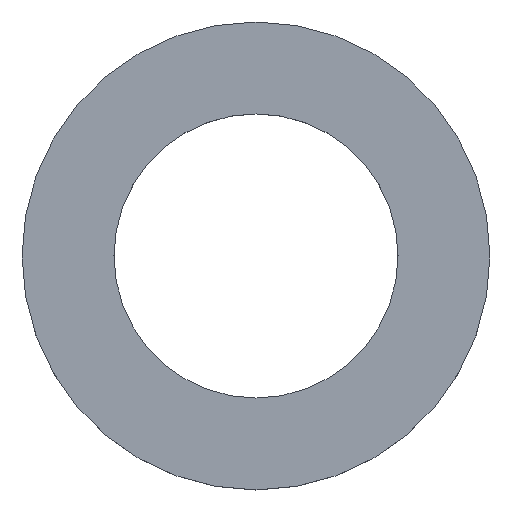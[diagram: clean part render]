
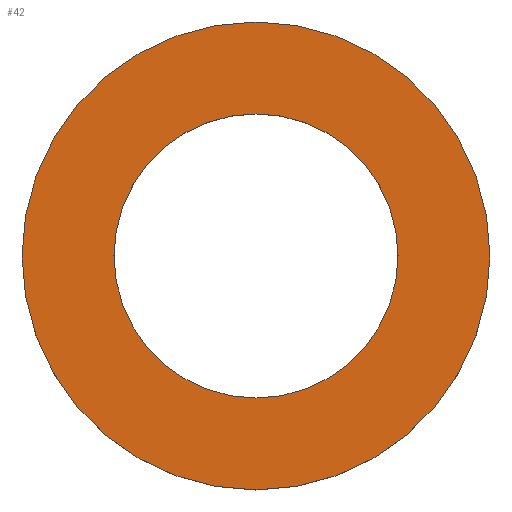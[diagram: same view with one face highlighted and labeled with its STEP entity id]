
A CAD part, top view. The second image highlights one B-rep face of the part: STEP entity #42.
In plain terms, the highlighted planar face has unit normal (0, 0, 1).
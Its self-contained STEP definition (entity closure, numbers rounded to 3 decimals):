
#2 = VERTEX_POINT ( 'NONE', #86 ) ;
#13 = ORIENTED_EDGE ( 'NONE', *, *, #29, .F. ) ;
#18 = EDGE_LOOP ( 'NONE', ( #43, #48 ) ) ;
#23 = EDGE_CURVE ( 'NONE', #27, #24, #102, .T. ) ;
#24 = VERTEX_POINT ( 'NONE', #131 ) ;
#26 = VERTEX_POINT ( 'NONE', #157 ) ;
#27 = VERTEX_POINT ( 'NONE', #138 ) ;
#29 = EDGE_CURVE ( 'NONE', #2, #26, #133, .T. ) ;
#39 = EDGE_CURVE ( 'NONE', #24, #27, #146, .T. ) ;
#41 = ORIENTED_EDGE ( 'NONE', *, *, #54, .F. ) ;
#42 = ADVANCED_FACE ( 'NONE', ( #154, #111 ), #112, .T. ) ;
#43 = ORIENTED_EDGE ( 'NONE', *, *, #23, .T. ) ;
#48 = ORIENTED_EDGE ( 'NONE', *, *, #39, .T. ) ;
#54 = EDGE_CURVE ( 'NONE', #26, #2, #166, .T. ) ;
#56 = EDGE_LOOP ( 'NONE', ( #41, #13 ) ) ;
#86 = CARTESIAN_POINT ( 'NONE',  ( -8.5, 0., 0. ) ) ;
#89 = AXIS2_PLACEMENT_3D ( 'NONE', #109, #108, #110 ) ;
#102 = CIRCLE ( 'NONE', #89, 14. ) ;
#108 = DIRECTION ( 'NONE',  ( 0., 0., 1. ) ) ;
#109 = CARTESIAN_POINT ( 'NONE',  ( 0., 0., 0. ) ) ;
#110 = DIRECTION ( 'NONE',  ( 1., 0., 0. ) ) ;
#111 = FACE_OUTER_BOUND ( 'NONE', #18, .T. ) ;
#112 = PLANE ( 'NONE',  #116 ) ;
#114 = DIRECTION ( 'NONE',  ( 1., 0., 0. ) ) ;
#115 = DIRECTION ( 'NONE',  ( 0., 0., 1. ) ) ;
#116 = AXIS2_PLACEMENT_3D ( 'NONE', #152, #151, #150 ) ;
#117 = DIRECTION ( 'NONE',  ( 1., 0., 0. ) ) ;
#130 = DIRECTION ( 'NONE',  ( 0., 0., 1. ) ) ;
#131 = CARTESIAN_POINT ( 'NONE',  ( -14., 0., 0. ) ) ;
#132 = AXIS2_PLACEMENT_3D ( 'NONE', #158, #115, #114 ) ;
#133 = CIRCLE ( 'NONE', #132, 8.5 ) ;
#138 = CARTESIAN_POINT ( 'NONE',  ( 14., 0., 0. ) ) ;
#145 = AXIS2_PLACEMENT_3D ( 'NONE', #153, #130, #117 ) ;
#146 = CIRCLE ( 'NONE', #145, 14. ) ;
#150 = DIRECTION ( 'NONE',  ( 1., 0., 0. ) ) ;
#151 = DIRECTION ( 'NONE',  ( 0., 0., 1. ) ) ;
#152 = CARTESIAN_POINT ( 'NONE',  ( 0., 0., 0. ) ) ;
#153 = CARTESIAN_POINT ( 'NONE',  ( 0., 0., 0. ) ) ;
#154 = FACE_BOUND ( 'NONE', #56, .T. ) ;
#157 = CARTESIAN_POINT ( 'NONE',  ( 8.5, 0., 0. ) ) ;
#158 = CARTESIAN_POINT ( 'NONE',  ( 0., 0., 0. ) ) ;
#162 = DIRECTION ( 'NONE',  ( 1., 0., 0. ) ) ;
#163 = DIRECTION ( 'NONE',  ( 0., 0., 1. ) ) ;
#164 = CARTESIAN_POINT ( 'NONE',  ( 0., 0., 0. ) ) ;
#165 = AXIS2_PLACEMENT_3D ( 'NONE', #164, #163, #162 ) ;
#166 = CIRCLE ( 'NONE', #165, 8.5 ) ;
